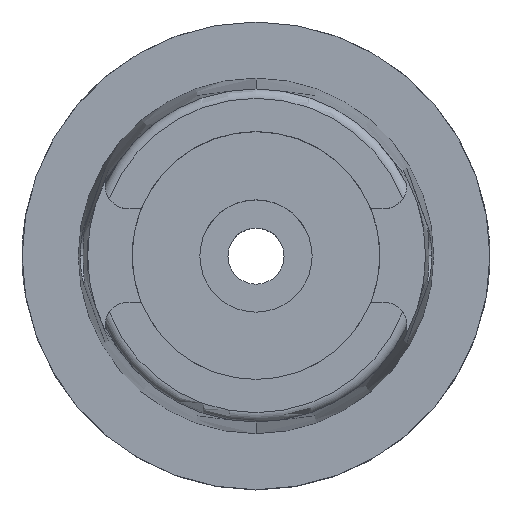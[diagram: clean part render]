
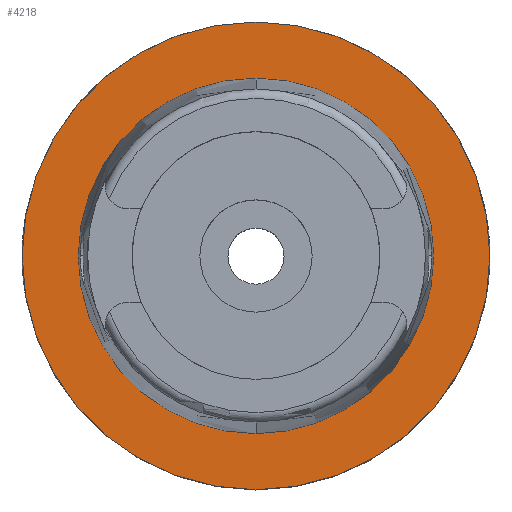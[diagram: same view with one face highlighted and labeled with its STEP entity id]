
A CAD part, top view. The second image highlights one B-rep face of the part: STEP entity #4218.
In plain terms, the highlighted planar face has unit normal (0, 0, 1).
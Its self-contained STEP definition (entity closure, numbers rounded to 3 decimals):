
#1986=CARTESIAN_POINT('',(0.,0.,0.));
#1987=DIRECTION('',(0.,0.,-1.));
#1988=DIRECTION('',(0.,-1.,0.));
#1989=AXIS2_PLACEMENT_3D('',#1986,#1987,#1988);
#1994=CARTESIAN_POINT('',(0.,0.,0.));
#1995=DIRECTION('',(0.,0.,-1.));
#1996=DIRECTION('',(0.,1.,0.));
#1997=AXIS2_PLACEMENT_3D('',#1994,#1995,#1996);
#2002=CARTESIAN_POINT('',(0.,0.,0.));
#2003=DIRECTION('',(0.,0.,1.));
#2004=DIRECTION('',(0.,-1.,0.));
#2005=AXIS2_PLACEMENT_3D('',#2002,#2003,#2004);
#2010=CARTESIAN_POINT('',(0.,0.,0.));
#2011=DIRECTION('',(0.,0.,1.));
#2012=DIRECTION('',(0.,1.,0.));
#2013=AXIS2_PLACEMENT_3D('',#2010,#2011,#2012);
#2474=CARTESIAN_POINT('',(0.,-38.,0.));
#2475=VERTEX_POINT('',#2474);
#2476=CARTESIAN_POINT('',(0.,38.,0.));
#2477=VERTEX_POINT('',#2476);
#2731=CARTESIAN_POINT('',(0.,50.,0.));
#2732=VERTEX_POINT('',#2731);
#2733=CARTESIAN_POINT('',(0.,-50.,0.));
#2734=VERTEX_POINT('',#2733);
#4205=CARTESIAN_POINT('',(0.,0.,0.));
#4206=DIRECTION('',(0.,0.,-1.));
#4207=DIRECTION('',(0.,-1.,0.));
#4208=AXIS2_PLACEMENT_3D('',#4205,#4206,#4207);
#4209=PLANE('',#4208);
#4210=ORIENTED_EDGE('',*,*,#3970,.T.);
#4211=ORIENTED_EDGE('',*,*,#4079,.T.);
#4212=EDGE_LOOP('',(#4210,#4211));
#4213=FACE_OUTER_BOUND('',#4212,.F.);
#4214=ORIENTED_EDGE('',*,*,#2990,.T.);
#4215=ORIENTED_EDGE('',*,*,#2961,.T.);
#4216=EDGE_LOOP('',(#4214,#4215));
#4217=FACE_BOUND('',#4216,.F.);
#1990=CIRCLE('',#1989,50.);
#1998=CIRCLE('',#1997,50.);
#2006=CIRCLE('',#2005,38.);
#2014=CIRCLE('',#2013,38.);
#2961=EDGE_CURVE('',#2477,#2475,#2014,.T.);
#2990=EDGE_CURVE('',#2475,#2477,#2006,.T.);
#3970=EDGE_CURVE('',#2734,#2732,#1990,.T.);
#4079=EDGE_CURVE('',#2732,#2734,#1998,.T.);
#4218=ADVANCED_FACE('',(#4213,#4217),#4209,.F.);
